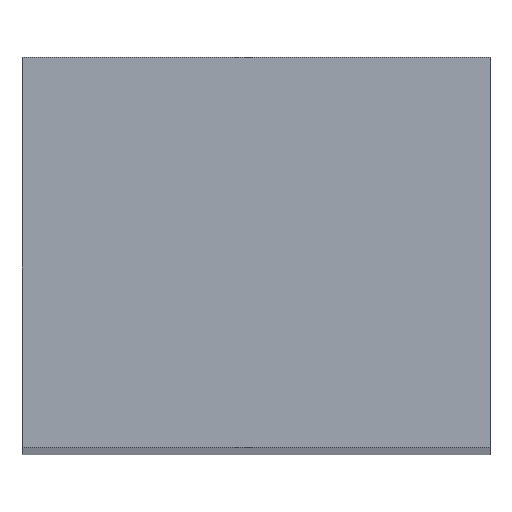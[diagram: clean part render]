
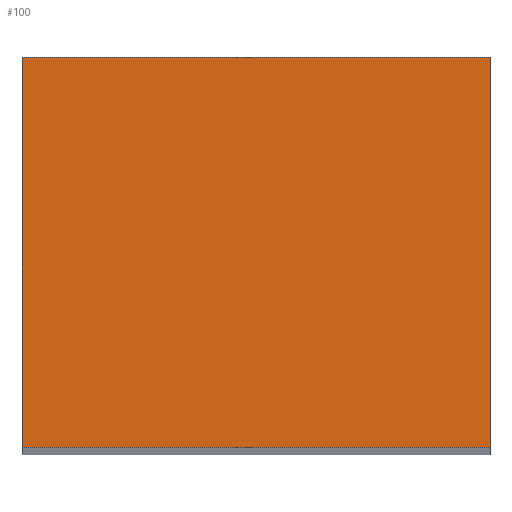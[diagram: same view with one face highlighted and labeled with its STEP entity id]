
A CAD part, top view. The second image highlights one B-rep face of the part: STEP entity #100.
In plain terms, the highlighted planar face has unit normal (0, 0, 1).
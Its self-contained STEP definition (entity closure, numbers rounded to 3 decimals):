
#1 = EDGE_CURVE ( 'NONE', #58, #117, #40, .T. ) ;
#3 = ORIENTED_EDGE ( 'NONE', *, *, #15, .T. ) ;
#7 = ORIENTED_EDGE ( 'NONE', *, *, #31, .F. ) ;
#11 = ORIENTED_EDGE ( 'NONE', *, *, #27, .T. ) ;
#15 = EDGE_CURVE ( 'NONE', #237, #70, #47, .T. ) ;
#27 = EDGE_CURVE ( 'NONE', #58, #237, #167, .T. ) ;
#31 = EDGE_CURVE ( 'NONE', #117, #70, #82, .T. ) ;
#39 = VECTOR ( 'NONE', #119, 1000. ) ;
#40 = LINE ( 'NONE', #190, #39 ) ;
#47 = LINE ( 'NONE', #197, #80 ) ;
#53 = CARTESIAN_POINT ( 'NONE',  ( -3., 13.5, 23. ) ) ;
#54 = VECTOR ( 'NONE', #193, 1000. ) ;
#56 = VECTOR ( 'NONE', #223, 1000. ) ;
#58 = VERTEX_POINT ( 'NONE', #225 ) ;
#70 = VERTEX_POINT ( 'NONE', #221 ) ;
#73 = DIRECTION ( 'NONE',  ( 0., 0., -1. ) ) ;
#74 = AXIS2_PLACEMENT_3D ( 'NONE', #195, #73, #232 ) ;
#80 = VECTOR ( 'NONE', #192, 1000. ) ;
#82 = LINE ( 'NONE', #198, #54 ) ;
#100 = ADVANCED_FACE ( 'NONE', ( #139 ), #182, .F. ) ;
#117 = VERTEX_POINT ( 'NONE', #53 ) ;
#119 = DIRECTION ( 'NONE',  ( 0., 1., 0. ) ) ;
#139 = FACE_OUTER_BOUND ( 'NONE', #203, .T. ) ;
#149 = ORIENTED_EDGE ( 'NONE', *, *, #1, .F. ) ;
#167 = LINE ( 'NONE', #208, #56 ) ;
#170 = CARTESIAN_POINT ( 'NONE',  ( 0., 11., 23. ) ) ;
#182 = PLANE ( 'NONE',  #74 ) ;
#190 = CARTESIAN_POINT ( 'NONE',  ( -3., 11., 23. ) ) ;
#192 = DIRECTION ( 'NONE',  ( 0., 1., 0. ) ) ;
#193 = DIRECTION ( 'NONE',  ( 1., 0., 0. ) ) ;
#195 = CARTESIAN_POINT ( 'NONE',  ( -3., 11., 23. ) ) ;
#197 = CARTESIAN_POINT ( 'NONE',  ( 0., 11., 23. ) ) ;
#198 = CARTESIAN_POINT ( 'NONE',  ( -3., 13.5, 23. ) ) ;
#203 = EDGE_LOOP ( 'NONE', ( #3, #7, #149, #11 ) ) ;
#208 = CARTESIAN_POINT ( 'NONE',  ( -3., 11., 23. ) ) ;
#221 = CARTESIAN_POINT ( 'NONE',  ( 0., 13.5, 23. ) ) ;
#223 = DIRECTION ( 'NONE',  ( 1., 0., 0. ) ) ;
#225 = CARTESIAN_POINT ( 'NONE',  ( -3., 11., 23. ) ) ;
#232 = DIRECTION ( 'NONE',  ( -1., 0., 0. ) ) ;
#237 = VERTEX_POINT ( 'NONE', #170 ) ;
